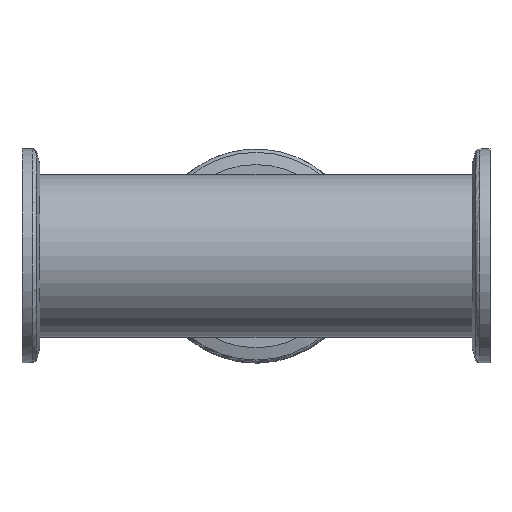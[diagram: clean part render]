
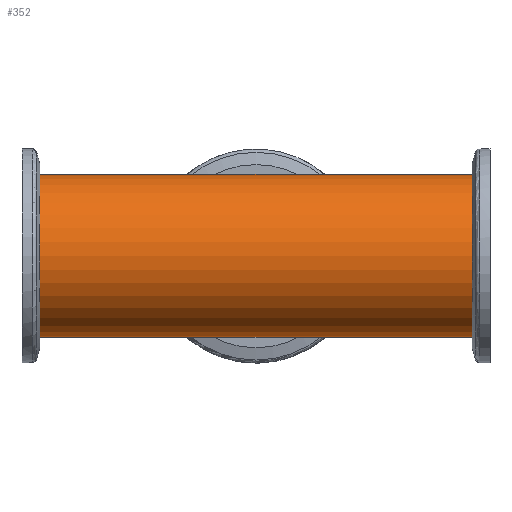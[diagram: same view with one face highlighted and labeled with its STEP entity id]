
A CAD part, top view. The second image highlights one B-rep face of the part: STEP entity #352.
In plain terms, the highlighted cylindrical face has radius 28.5 mm (diameter 57 mm), a full revolution.
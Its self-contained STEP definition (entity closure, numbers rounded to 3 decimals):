
#20=ELLIPSE('',#424,40.305,28.5);
#21=ELLIPSE('',#425,40.305,28.5);
#56=CYLINDRICAL_SURFACE('',#423,28.5);
#76=CIRCLE('',#422,28.5);
#77=CIRCLE('',#426,28.5);
#142=ORIENTED_EDGE('',*,*,#186,.T.);
#143=ORIENTED_EDGE('',*,*,#187,.T.);
#144=ORIENTED_EDGE('',*,*,#188,.F.);
#145=ORIENTED_EDGE('',*,*,#185,.T.);
#185=EDGE_CURVE('',#216,#216,#76,.T.);
#186=EDGE_CURVE('',#217,#218,#20,.F.);
#187=EDGE_CURVE('',#218,#217,#21,.T.);
#188=EDGE_CURVE('',#219,#219,#77,.T.);
#216=VERTEX_POINT('',#638);
#217=VERTEX_POINT('',#641);
#218=VERTEX_POINT('',#642);
#219=VERTEX_POINT('',#645);
#272=EDGE_LOOP('',(#142,#143));
#273=EDGE_LOOP('',(#144));
#274=EDGE_LOOP('',(#145));
#314=FACE_BOUND('',#272,.T.);
#315=FACE_BOUND('',#273,.T.);
#316=FACE_BOUND('',#274,.T.);
#352=ADVANCED_FACE('',(#314,#315,#316),#56,.T.);
#422=AXIS2_PLACEMENT_3D('',#637,#525,#526);
#423=AXIS2_PLACEMENT_3D('',#639,#527,#528);
#424=AXIS2_PLACEMENT_3D('',#640,#529,#530);
#425=AXIS2_PLACEMENT_3D('',#643,#531,#532);
#426=AXIS2_PLACEMENT_3D('',#644,#533,#534);
#525=DIRECTION('',(-1.,0.,0.));
#526=DIRECTION('',(0.,0.,1.));
#527=DIRECTION('',(-1.,0.,0.));
#528=DIRECTION('',(0.,0.,1.));
#529=DIRECTION('',(-0.707,0.,0.707));
#530=DIRECTION('',(-0.707,0.,-0.707));
#531=DIRECTION('',(-0.707,0.,-0.707));
#532=DIRECTION('',(-0.707,0.,0.707));
#533=DIRECTION('',(-1.,0.,0.));
#534=DIRECTION('',(0.,0.,1.));
#637=CARTESIAN_POINT('',(78.75,0.,0.));
#638=CARTESIAN_POINT('',(78.75,0.,28.5));
#639=CARTESIAN_POINT('',(0.,0.,0.));
#640=CARTESIAN_POINT('',(0.,0.,0.));
#641=CARTESIAN_POINT('',(0.,28.5,0.));
#642=CARTESIAN_POINT('',(0.,-28.5,0.));
#643=CARTESIAN_POINT('',(0.,0.,0.));
#644=CARTESIAN_POINT('',(-78.75,0.,0.));
#645=CARTESIAN_POINT('',(-78.75,0.,28.5));
